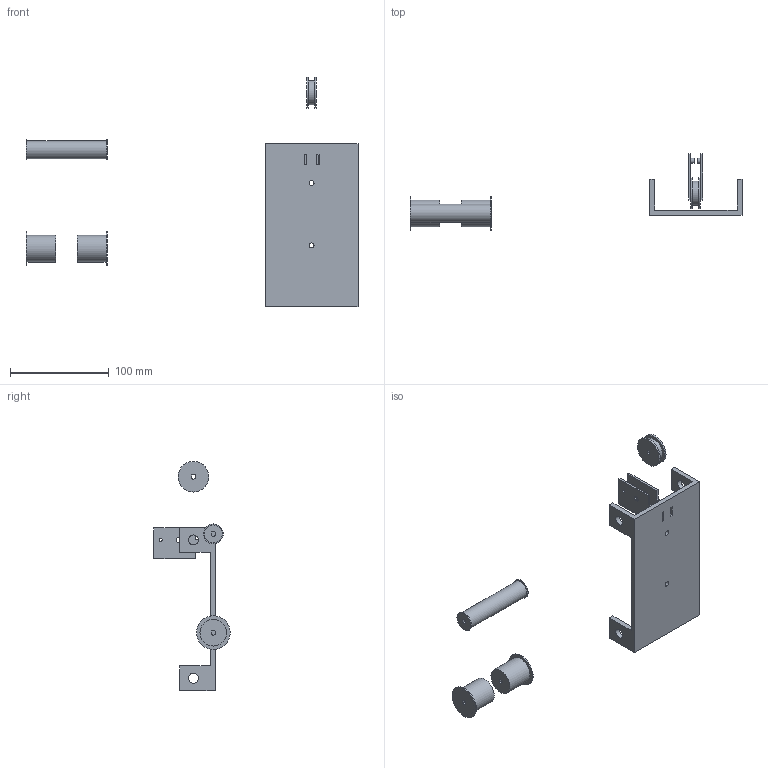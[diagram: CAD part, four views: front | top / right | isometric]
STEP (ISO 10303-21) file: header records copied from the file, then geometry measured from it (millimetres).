
FILE_DESCRIPTION(/* description */ (''),/* implementation_level */ '2;1');
FILE_NAME(/* name */ 'Respooler Beta v2.step.step',/* time_stamp */ '2025-11-02T00:26:56+01:00',/* author */ (''),/* organization */ (''),/* preprocessor_version */ 'ST-DEVELOPER v20.1',/* originating_system */ 'Autodesk Translation Framework v14.17.0.0',/* authorisation */ '');
FILE_SCHEMA (('AUTOMOTIVE_DESIGN { 1 0 10303 214 3 1 1 }'));
Length unit declared in the file: millimetre
Products named in the file (3): Respooler Beta; O_Ring_Holder; Base
Assembly tree (2 placements, depth 2):
  Respooler Beta
    O_Ring_Holder
    Base
Bounding box: 336 x 77.18 x 232 mm (x, y, z)
Volume: 155293.1 mm3; surface area: 66559.8 mm2
Topology: 7 solids, 7 shells, 94 faces, 214 edges, 142 vertices
Faces by surface type: plane 68, cylinder 26
Full cylindrical faces by diameter (mm): 3 x2, 5 x6, 10 x4, 18 x1, 20 x2, 24.5 x1, 27.05 x2, 31 x2, 34 x2
Entity records: 2780 total; most frequent: DIRECTION 464, CARTESIAN_POINT 455, ORIENTED_EDGE 428, EDGE_CURVE 214, LINE 162, VECTOR 162, AXIS2_PLACEMENT_3D 151, VERTEX_POINT 142
